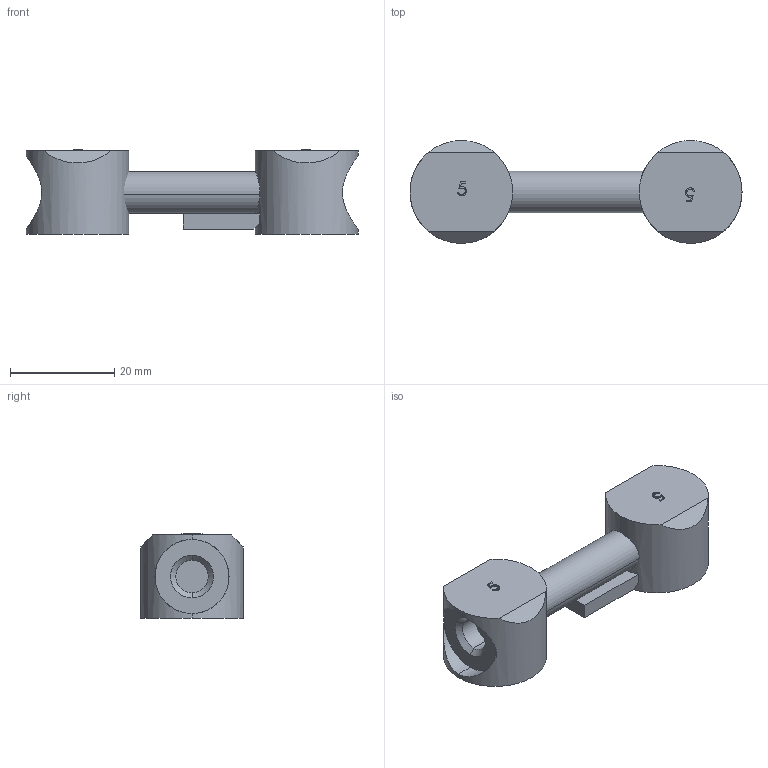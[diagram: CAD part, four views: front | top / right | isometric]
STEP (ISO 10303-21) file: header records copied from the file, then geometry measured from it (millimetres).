
FILE_DESCRIPTION (( 'STEP AP214' ), '1' );
FILE_NAME ('7128045', '2019-01-30T08:44:38', ( '' ), ('JUGARD+KÜNSTNER GmbH'), 'SwSTEP 2.0', 'SolidWorks 2017', '' );
FILE_SCHEMA (( 'AUTOMOTIVE_DESIGN' ));
Length unit declared in the file: millimetre
Products named in the file (5): 7128045; Part4; Part2; Part3; 099 a 0840 s02_Standard
Assembly tree (4 placements, depth 3):
  7128045
    099 a 0840 s02_Standard
      Part4
      Part2
      Part3
Bounding box: 63.65 x 19.7 x 16.2 mm (x, y, z)
Volume: 9684.3 mm3; surface area: 5869.9 mm2
Topology: 3 solids, 3 shells, 86 faces, 211 edges, 133 vertices
Faces by surface type: plane 39, bspline 28, cylinder 12, cone 7
Entity records: 4996 total; most frequent: CARTESIAN_POINT 2006, ORIENTED_EDGE 422, DIRECTION 344, EDGE_CURVE 211, VERTEX_POINT 133, AXIS2_PLACEMENT_3D 119, LINE 106, VECTOR 106
